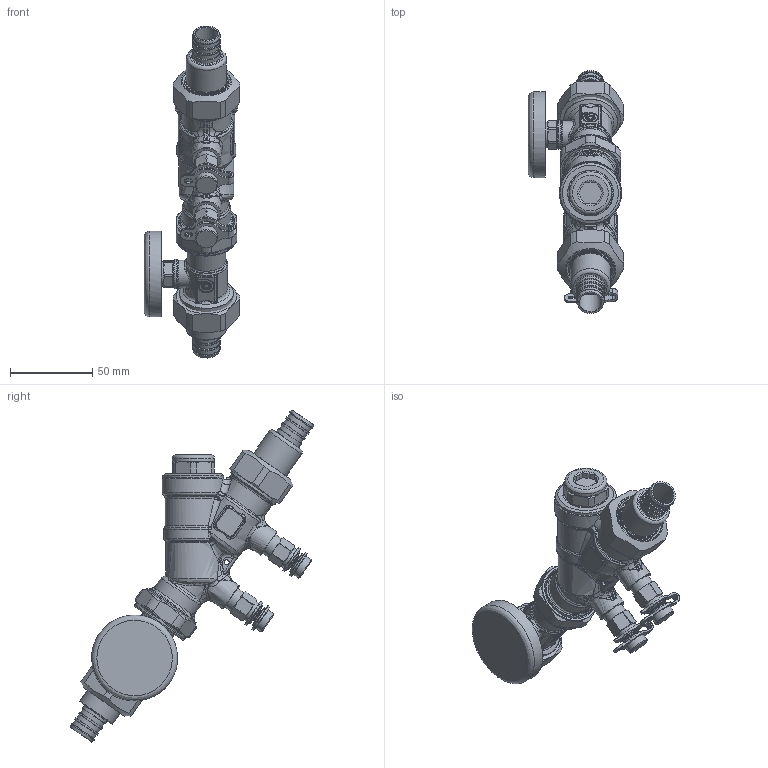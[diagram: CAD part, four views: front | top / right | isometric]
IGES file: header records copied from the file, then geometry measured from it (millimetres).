
Global section: file name: 128455AFC_Simplify_1; native system: Autodesk Inventor 2025; preprocessor: unknown; author: ischreiner; date: 20250721.104803; units: inch
Bounding box: 58.23 x 148.38 x 202.39 mm (x, y, z)
Volume: 226864.4 mm3; surface area: 60338.1 mm2
Topology: 8 solids, 8 shells, 1649 faces, 4016 edges, 2359 vertices
Faces by surface type: bspline 1649
